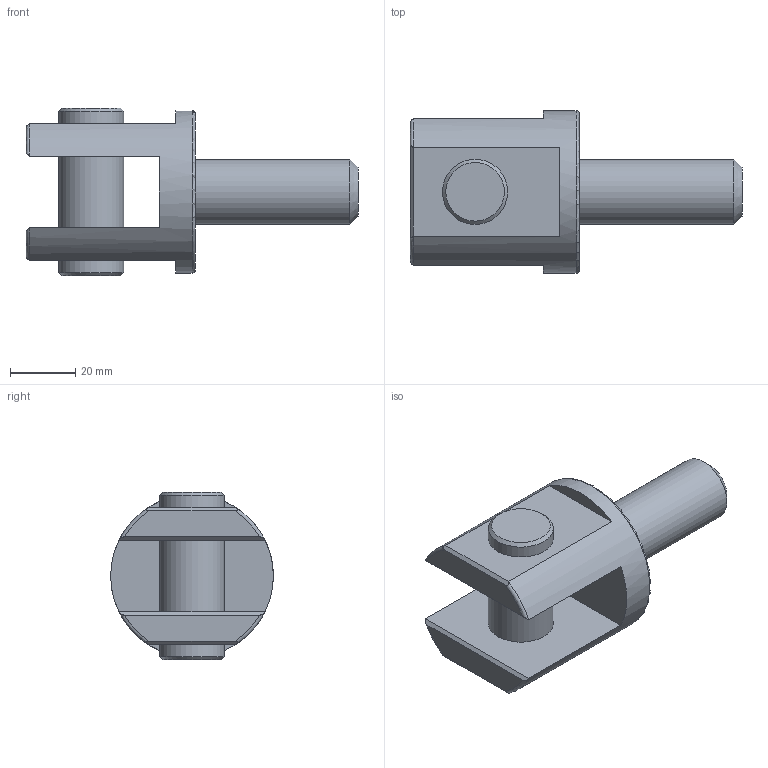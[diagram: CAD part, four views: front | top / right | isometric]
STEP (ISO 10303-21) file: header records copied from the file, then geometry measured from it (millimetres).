
FILE_DESCRIPTION( ( 'Unknown' ), '1' );
FILE_NAME( 'PT28-2050.stp', 'Unknown', ( 'Unknown' ), ( 'Unknown' ), 'XStep 1.0', 'Unknown', ' ' );
FILE_SCHEMA( ( 'CONFIG_CONTROL_DESIGN' ) );
Length unit declared in the file: millimetre
Products named in the file (1): 1
Bounding box: 102 x 50 x 51.5 mm (x, y, z)
Volume: 76979.8 mm3; surface area: 17904.7 mm2
Topology: 1 solids, 1 shells, 30 faces, 66 edges, 41 vertices
Faces by surface type: plane 17, cylinder 5, torus 5, cone 3
Full cylindrical faces by diameter (mm): 20 x4, 50 x1
Entity records: 874 total; most frequent: CARTESIAN_POINT 221, DIRECTION 132, ORIENTED_EDGE 106, AXIS2_PLACEMENT_3D 56, EDGE_CURVE 53, EDGE_LOOP 44, VERTEX_POINT 37, FACE_OUTER_BOUND 36
